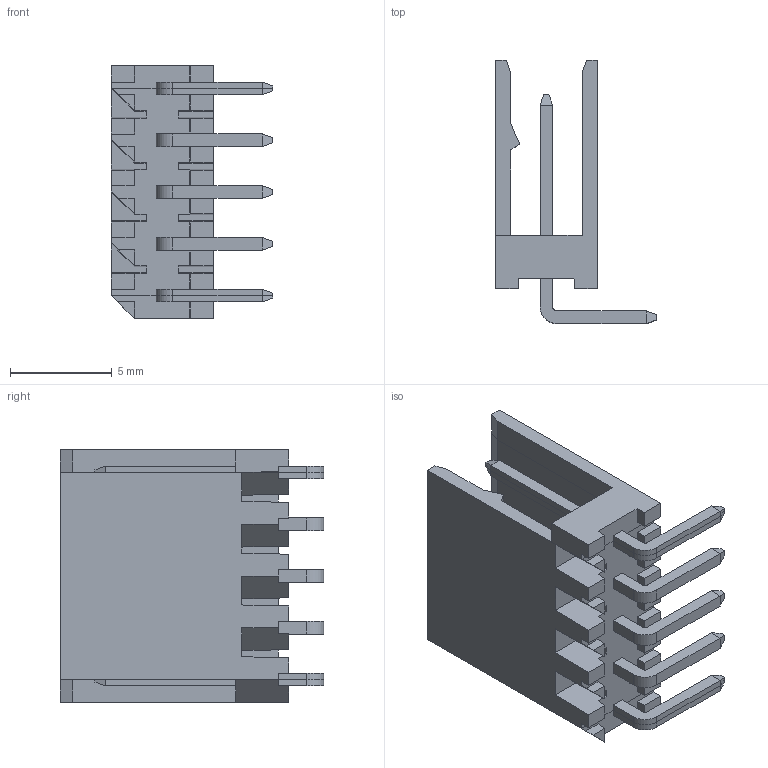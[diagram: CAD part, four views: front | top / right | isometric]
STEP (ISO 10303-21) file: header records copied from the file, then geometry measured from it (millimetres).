
FILE_DESCRIPTION(/* description */ ('Unknown'),/* implementation_level */ '2;1');
FILE_NAME(/* name */ '66100511722',/* time_stamp */ '2018-06-13T13:59:20+02:00',/* author */ ('Unknown'),/* organization */ ('Unknown'),/* preprocessor_version */ 'ST-DEVELOPER v16.7',/* originating_system */ 'DEX',/* authorisation */ $);
FILE_SCHEMA (('AUTOMOTIVE_DESIGN {1 0 10303 214 3 1 1}'));
Length unit declared in the file: millimetre
Products named in the file (4): 6610xx11722; 66100511722; 6610xx11722_02_06_DX; 6610xx11722_02_06_SX
Assembly tree (3 placements, depth 2):
  6610xx11722
    66100511722
    6610xx11722_02_06_DX
    6610xx11722_02_06_SX
Bounding box: 7.9 x 12.92 x 12.4 mm (x, y, z)
Volume: 296.4 mm3; surface area: 966.6 mm2
Topology: 3 solids, 3 shells, 283 faces, 803 edges, 522 vertices
Faces by surface type: plane 268, cylinder 15
Entity records: 11051 total; most frequent: CARTESIAN_POINT 1612, ORIENTED_EDGE 1606, DIRECTION 1407, EDGE_CURVE 803, LINE 773, VECTOR 773, VERTEX_POINT 522, AXIS2_PLACEMENT_3D 317
